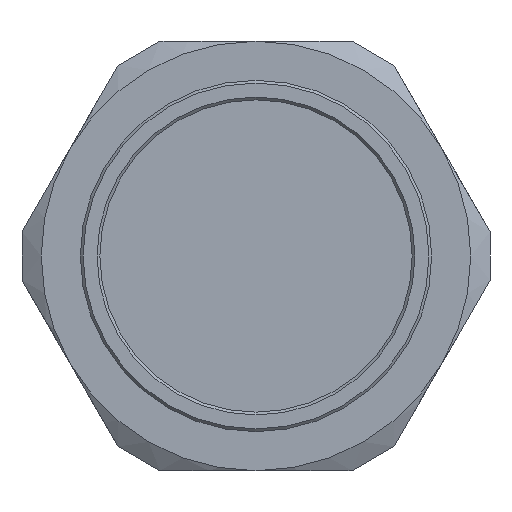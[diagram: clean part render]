
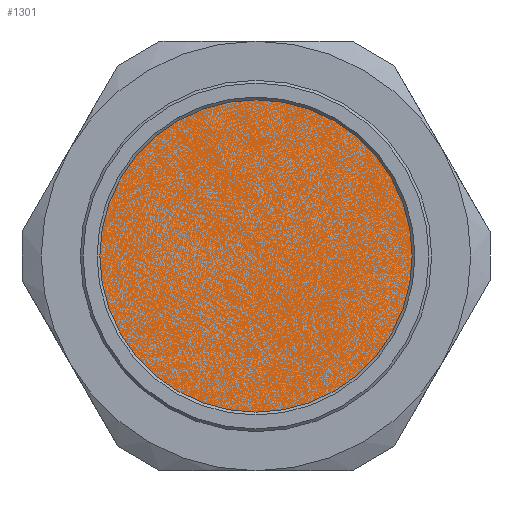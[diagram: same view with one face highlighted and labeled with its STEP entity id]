
A CAD part, front view. The second image highlights one B-rep face of the part: STEP entity #1301.
In plain terms, the highlighted planar face has unit normal (0, 1, 0).
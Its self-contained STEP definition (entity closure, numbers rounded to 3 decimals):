
#409=FACE_OUTER_BOUND('',#488,.T.);
#488=EDGE_LOOP('',(#1194));
#553=CIRCLE('',#1460,31.5);
#665=VERTEX_POINT('',#2314);
#842=EDGE_CURVE('',#665,#665,#553,.T.);
#1194=ORIENTED_EDGE('',*,*,#842,.T.);
#1227=PLANE('',#1459);
#1301=ADVANCED_FACE('',(#409),#1227,.T.);
#1459=AXIS2_PLACEMENT_3D('',#2313,#1802,#1803);
#1460=AXIS2_PLACEMENT_3D('',#2315,#1804,#1805);
#1802=DIRECTION('center_axis',(0.,1.,0.));
#1803=DIRECTION('ref_axis',(0.,0.,1.));
#1804=DIRECTION('center_axis',(0.,1.,0.));
#1805=DIRECTION('ref_axis',(1.,0.,0.));
#2313=CARTESIAN_POINT('Origin',(707.013,138.97,428.8));
#2314=CARTESIAN_POINT('',(675.513,138.97,428.8));
#2315=CARTESIAN_POINT('Origin',(707.013,138.97,428.8));
